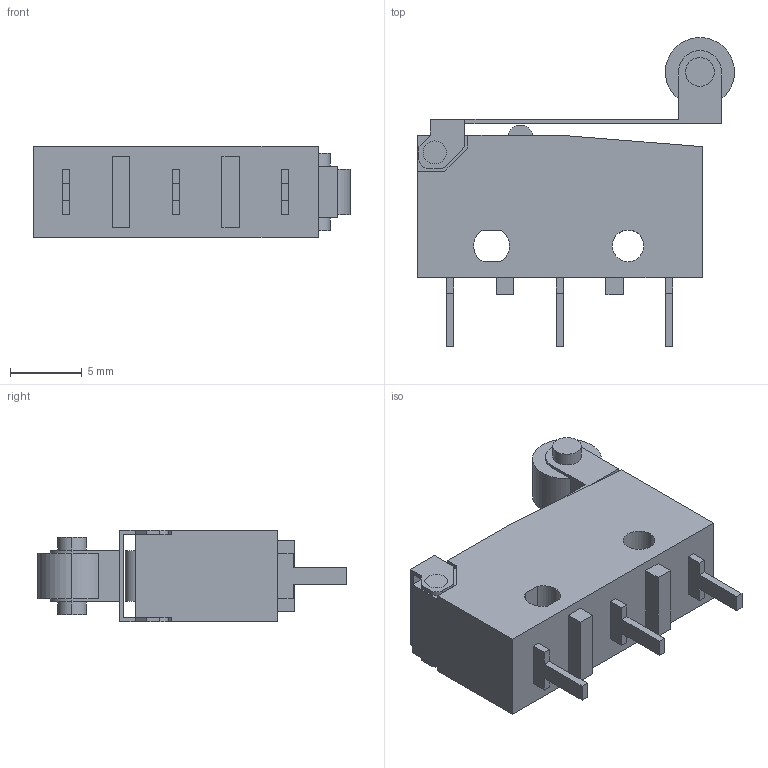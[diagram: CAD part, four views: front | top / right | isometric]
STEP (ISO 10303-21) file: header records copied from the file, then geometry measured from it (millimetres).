
FILE_DESCRIPTION(('STEP AP242'),'1');
FILE_NAME('ssg-5l2p.stp','2019-09-26T13:48:17',('TraceParts'),('TraceParts S.A.'),'Spatial InterOp 3D',' ',' ');
FILE_SCHEMA(('AP242_MANAGED_MODEL_BASED_3D_ENGINEERING_MIM_LF {1 0 10303 442 1 1 4}'));
Length unit declared in the file: millimetre
Products named in the file (1): ssg-5l2p_1
Bounding box: 22.05 x 21.5 x 6.4 mm (x, y, z)
Volume: 1307.8 mm3; surface area: 1234.5 mm2
Topology: 2 solids, 2 shells, 111 faces, 291 edges, 194 vertices
Faces by surface type: plane 83, cylinder 28
Entity records: 4325 total; most frequent: CARTESIAN_POINT 598, ORIENTED_EDGE 582, DIRECTION 573, EDGE_CURVE 291, LINE 235, VECTOR 235, VERTEX_POINT 194, AXIS2_PLACEMENT_3D 169
